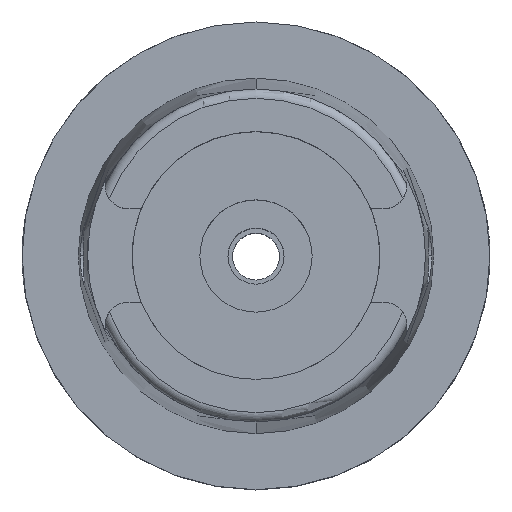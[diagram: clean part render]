
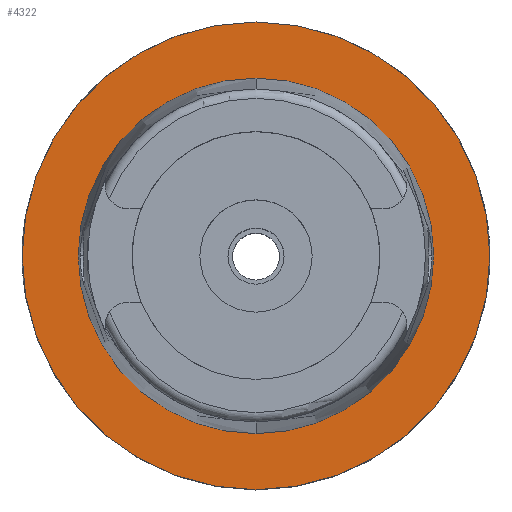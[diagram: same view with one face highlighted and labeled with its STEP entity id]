
A CAD part, top view. The second image highlights one B-rep face of the part: STEP entity #4322.
In plain terms, the highlighted planar face has unit normal (0, 0, 1).
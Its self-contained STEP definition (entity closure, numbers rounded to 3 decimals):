
#2047=CARTESIAN_POINT('',(0.,0.,0.));
#2048=DIRECTION('',(0.,0.,-1.));
#2049=DIRECTION('',(0.,-1.,0.));
#2050=AXIS2_PLACEMENT_3D('',#2047,#2048,#2049);
#2055=CARTESIAN_POINT('',(0.,0.,0.));
#2056=DIRECTION('',(0.,0.,-1.));
#2057=DIRECTION('',(0.,1.,0.));
#2058=AXIS2_PLACEMENT_3D('',#2055,#2056,#2057);
#2063=CARTESIAN_POINT('',(0.,0.,0.));
#2064=DIRECTION('',(0.,0.,1.));
#2065=DIRECTION('',(0.,-1.,0.));
#2066=AXIS2_PLACEMENT_3D('',#2063,#2064,#2065);
#2071=CARTESIAN_POINT('',(0.,0.,0.));
#2072=DIRECTION('',(0.,0.,1.));
#2073=DIRECTION('',(0.,1.,0.));
#2074=AXIS2_PLACEMENT_3D('',#2071,#2072,#2073);
#2511=CARTESIAN_POINT('',(0.,-38.,0.));
#2512=VERTEX_POINT('',#2511);
#2513=CARTESIAN_POINT('',(0.,38.,0.));
#2514=VERTEX_POINT('',#2513);
#2780=CARTESIAN_POINT('',(0.,50.,0.));
#2781=VERTEX_POINT('',#2780);
#2782=CARTESIAN_POINT('',(0.,-50.,0.));
#2783=VERTEX_POINT('',#2782);
#4309=CARTESIAN_POINT('',(0.,0.,0.));
#4310=DIRECTION('',(0.,0.,1.));
#4311=DIRECTION('',(0.,1.,0.));
#4312=AXIS2_PLACEMENT_3D('',#4309,#4310,#4311);
#4313=PLANE('',#4312);
#4314=ORIENTED_EDGE('',*,*,#4074,.T.);
#4315=ORIENTED_EDGE('',*,*,#4183,.T.);
#4316=EDGE_LOOP('',(#4314,#4315));
#4317=FACE_OUTER_BOUND('',#4316,.F.);
#4318=ORIENTED_EDGE('',*,*,#3034,.T.);
#4319=ORIENTED_EDGE('',*,*,#3005,.T.);
#4320=EDGE_LOOP('',(#4318,#4319));
#4321=FACE_BOUND('',#4320,.F.);
#2051=CIRCLE('',#2050,50.);
#2059=CIRCLE('',#2058,50.);
#2067=CIRCLE('',#2066,38.);
#2075=CIRCLE('',#2074,38.);
#3005=EDGE_CURVE('',#2514,#2512,#2075,.T.);
#3034=EDGE_CURVE('',#2512,#2514,#2067,.T.);
#4074=EDGE_CURVE('',#2783,#2781,#2051,.T.);
#4183=EDGE_CURVE('',#2781,#2783,#2059,.T.);
#4322=ADVANCED_FACE('',(#4317,#4321),#4313,.T.);
